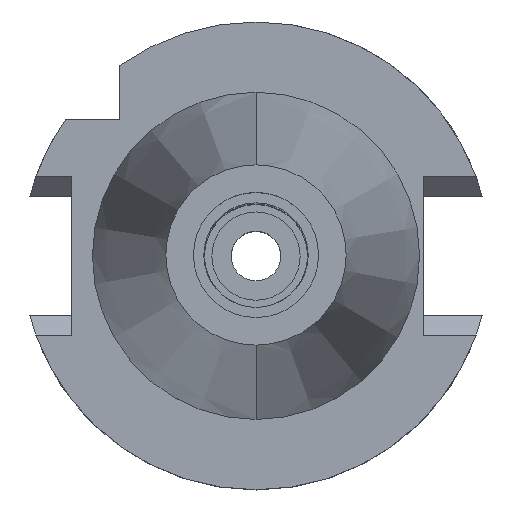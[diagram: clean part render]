
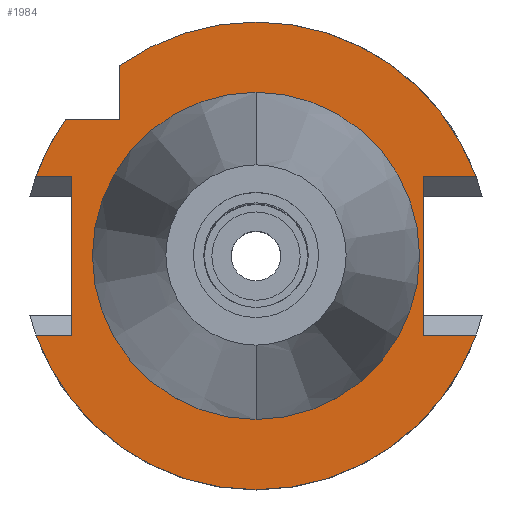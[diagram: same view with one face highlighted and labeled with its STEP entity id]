
A CAD part, top view. The second image highlights one B-rep face of the part: STEP entity #1984.
In plain terms, the highlighted planar face has unit normal (0, 0, 1).
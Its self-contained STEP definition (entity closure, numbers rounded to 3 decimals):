
#108=CARTESIAN_POINT('',(0.,0.,-1.));
#109=DIRECTION('',(0.,0.,-1.));
#110=DIRECTION('',(-0.582,0.813,0.));
#111=AXIS2_PLACEMENT_3D('',#108,#109,#110);
#116=CARTESIAN_POINT('',(0.,0.,-1.));
#117=DIRECTION('',(0.,0.,-1.));
#118=DIRECTION('',(0.,1.,0.));
#119=AXIS2_PLACEMENT_3D('',#116,#117,#118);
#124=DIRECTION('',(0.,-1.,0.));
#125=VECTOR('',#124,21.5);
#126=CARTESIAN_POINT('',(22.7,10.75,-1.));
#127=LINE('',#126,#125);
#131=DIRECTION('',(1.,0.,0.));
#132=VECTOR('',#131,7.201);
#133=CARTESIAN_POINT('',(22.7,-10.75,-1.));
#134=LINE('',#133,#132);
#138=CARTESIAN_POINT('',(0.,0.,-1.));
#139=DIRECTION('',(0.,0.,-1.));
#140=DIRECTION('',(0.941,-0.338,0.));
#141=AXIS2_PLACEMENT_3D('',#138,#139,#140);
#146=CARTESIAN_POINT('',(0.,0.,-1.));
#147=DIRECTION('',(0.,0.,-1.));
#148=DIRECTION('',(0.,-1.,0.));
#149=AXIS2_PLACEMENT_3D('',#146,#147,#148);
#154=DIRECTION('',(-1.,0.,0.));
#155=VECTOR('',#154,4.901);
#156=CARTESIAN_POINT('',(-25.,10.75,-1.));
#157=LINE('',#156,#155);
#161=CARTESIAN_POINT('',(0.,0.,-1.));
#162=DIRECTION('',(0.,0.,-1.));
#163=DIRECTION('',(-0.941,0.338,0.));
#164=AXIS2_PLACEMENT_3D('',#161,#162,#163);
#169=CARTESIAN_POINT('',(0.,0.,-1.));
#170=DIRECTION('',(0.,0.,1.));
#171=DIRECTION('',(0.,-1.,0.));
#172=AXIS2_PLACEMENT_3D('',#169,#170,#171);
#177=CARTESIAN_POINT('',(0.,0.,-1.));
#178=DIRECTION('',(0.,0.,1.));
#179=DIRECTION('',(0.,1.,0.));
#180=AXIS2_PLACEMENT_3D('',#177,#178,#179);
#202=DIRECTION('',(0.,-1.,0.));
#203=VECTOR('',#202,7.334);
#204=CARTESIAN_POINT('',(-18.5,25.834,-1.));
#205=LINE('',#204,#203);
#307=DIRECTION('',(-1.,0.,0.));
#308=VECTOR('',#307,7.334);
#309=CARTESIAN_POINT('',(-18.5,18.5,-1.));
#310=LINE('',#309,#308);
#360=DIRECTION('',(0.,-1.,0.));
#361=VECTOR('',#360,21.5);
#362=CARTESIAN_POINT('',(-25.,10.75,-1.));
#363=LINE('',#362,#361);
#537=DIRECTION('',(-1.,0.,0.));
#538=VECTOR('',#537,4.901);
#539=CARTESIAN_POINT('',(-25.,-10.75,-1.));
#540=LINE('',#539,#538);
#814=DIRECTION('',(1.,0.,0.));
#815=VECTOR('',#814,7.201);
#816=CARTESIAN_POINT('',(22.7,10.75,-1.));
#817=LINE('',#816,#815);
#1591=CARTESIAN_POINT('',(0.,22.225,-1.));
#1592=VERTEX_POINT('',#1591);
#1593=CARTESIAN_POINT('',(0.,-22.225,-1.));
#1594=VERTEX_POINT('',#1593);
#1595=CARTESIAN_POINT('',(-18.5,25.834,-1.));
#1596=CARTESIAN_POINT('',(-18.5,18.5,-1.));
#1597=VERTEX_POINT('',#1595);
#1598=VERTEX_POINT('',#1596);
#1599=CARTESIAN_POINT('',(0.,31.775,-1.));
#1600=CARTESIAN_POINT('',(29.901,10.75,-1.));
#1601=VERTEX_POINT('',#1599);
#1602=VERTEX_POINT('',#1600);
#1603=CARTESIAN_POINT('',(22.7,10.75,-1.));
#1604=VERTEX_POINT('',#1603);
#1605=CARTESIAN_POINT('',(22.7,-10.75,-1.));
#1606=VERTEX_POINT('',#1605);
#1607=CARTESIAN_POINT('',(29.901,-10.75,-1.));
#1608=VERTEX_POINT('',#1607);
#1609=CARTESIAN_POINT('',(0.,-31.775,-1.));
#1610=CARTESIAN_POINT('',(-29.901,-10.75,-1.));
#1611=VERTEX_POINT('',#1609);
#1612=VERTEX_POINT('',#1610);
#1613=CARTESIAN_POINT('',(-25.,-10.75,-1.));
#1614=VERTEX_POINT('',#1613);
#1615=CARTESIAN_POINT('',(-25.,10.75,-1.));
#1616=VERTEX_POINT('',#1615);
#1617=CARTESIAN_POINT('',(-29.901,10.75,-1.));
#1618=VERTEX_POINT('',#1617);
#1619=CARTESIAN_POINT('',(-25.834,18.5,-1.));
#1620=VERTEX_POINT('',#1619);
#1947=CARTESIAN_POINT('',(0.,0.,-1.));
#1948=DIRECTION('',(0.,0.,1.));
#1949=DIRECTION('',(0.,1.,0.));
#1950=AXIS2_PLACEMENT_3D('',#1947,#1948,#1949);
#1951=PLANE('',#1950);
#1953=ORIENTED_EDGE('',*,*,#1952,.F.);
#1955=ORIENTED_EDGE('',*,*,#1954,.T.);
#1957=ORIENTED_EDGE('',*,*,#1956,.T.);
#1959=ORIENTED_EDGE('',*,*,#1958,.F.);
#1961=ORIENTED_EDGE('',*,*,#1960,.T.);
#1963=ORIENTED_EDGE('',*,*,#1962,.T.);
#1965=ORIENTED_EDGE('',*,*,#1964,.T.);
#1967=ORIENTED_EDGE('',*,*,#1966,.T.);
#1969=ORIENTED_EDGE('',*,*,#1968,.F.);
#1971=ORIENTED_EDGE('',*,*,#1970,.F.);
#1973=ORIENTED_EDGE('',*,*,#1972,.T.);
#1975=ORIENTED_EDGE('',*,*,#1974,.T.);
#1977=ORIENTED_EDGE('',*,*,#1976,.F.);
#1978=EDGE_LOOP('',(#1953,#1955,#1957,#1959,#1961,#1963,#1965,#1967,#1969,#1971,
#1973,#1975,#1977));
#1979=FACE_OUTER_BOUND('',#1978,.F.);
#1980=ORIENTED_EDGE('',*,*,#1926,.T.);
#1981=ORIENTED_EDGE('',*,*,#1942,.T.);
#1982=EDGE_LOOP('',(#1980,#1981));
#1983=FACE_BOUND('',#1982,.F.);
#112=CIRCLE('',#111,31.775);
#120=CIRCLE('',#119,31.775);
#142=CIRCLE('',#141,31.775);
#150=CIRCLE('',#149,31.775);
#165=CIRCLE('',#164,31.775);
#173=CIRCLE('',#172,22.225);
#181=CIRCLE('',#180,22.225);
#1926=EDGE_CURVE('',#1594,#1592,#173,.T.);
#1942=EDGE_CURVE('',#1592,#1594,#181,.T.);
#1952=EDGE_CURVE('',#1597,#1598,#205,.T.);
#1954=EDGE_CURVE('',#1597,#1601,#112,.T.);
#1956=EDGE_CURVE('',#1601,#1602,#120,.T.);
#1958=EDGE_CURVE('',#1604,#1602,#817,.T.);
#1960=EDGE_CURVE('',#1604,#1606,#127,.T.);
#1962=EDGE_CURVE('',#1606,#1608,#134,.T.);
#1964=EDGE_CURVE('',#1608,#1611,#142,.T.);
#1966=EDGE_CURVE('',#1611,#1612,#150,.T.);
#1968=EDGE_CURVE('',#1614,#1612,#540,.T.);
#1970=EDGE_CURVE('',#1616,#1614,#363,.T.);
#1972=EDGE_CURVE('',#1616,#1618,#157,.T.);
#1974=EDGE_CURVE('',#1618,#1620,#165,.T.);
#1976=EDGE_CURVE('',#1598,#1620,#310,.T.);
#1984=ADVANCED_FACE('',(#1979,#1983),#1951,.T.);
